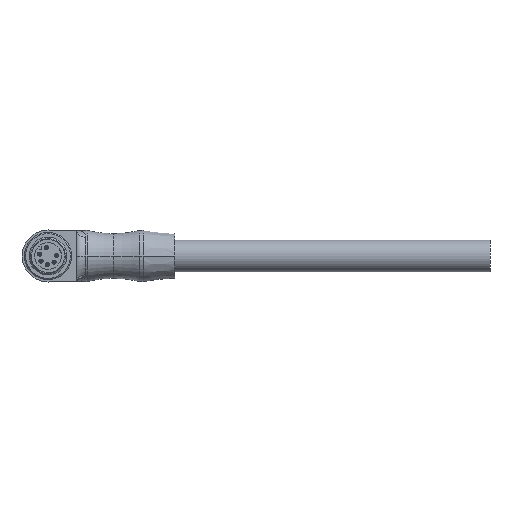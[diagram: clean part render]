
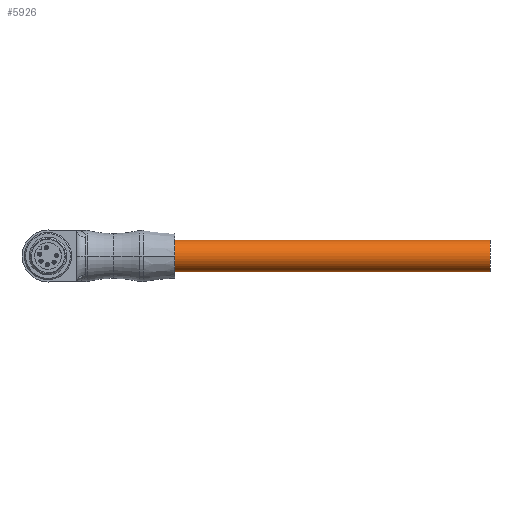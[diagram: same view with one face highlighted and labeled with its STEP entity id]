
A CAD part, left-side view. The second image highlights one B-rep face of the part: STEP entity #5926.
In plain terms, the highlighted cylindrical face has radius 5 mm (diameter 10 mm), a partial arc.
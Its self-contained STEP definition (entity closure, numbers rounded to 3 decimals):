
#472=CARTESIAN_POINT('',(17.162,-63.883,-6.752));
#473=DIRECTION('',(0.,-1.,0.));
#474=DIRECTION('',(0.,0.,1.));
#475=AXIS2_PLACEMENT_3D('',#472,#473,#474);
#495=DIRECTION('',(0.,-1.,0.));
#496=VECTOR('',#495,100.);
#497=CARTESIAN_POINT('',(17.162,-63.883,-11.752));
#498=LINE('',#497,#496);
#499=DIRECTION('',(0.,1.,0.));
#500=VECTOR('',#499,100.);
#501=CARTESIAN_POINT('',(17.162,-163.883,-1.752));
#502=LINE('',#501,#500);
#503=CARTESIAN_POINT('',(17.162,-163.883,-6.752));
#504=DIRECTION('',(0.,-1.,0.));
#505=DIRECTION('',(0.,0.,1.));
#506=AXIS2_PLACEMENT_3D('',#503,#504,#505);
#4197=CARTESIAN_POINT('',(17.162,-63.883,
-1.752));
#4198=CARTESIAN_POINT('',(17.162,-63.883,
-11.752));
#4199=VERTEX_POINT('',#4197);
#4200=VERTEX_POINT('',#4198);
#4201=CARTESIAN_POINT('',(17.162,-163.883,
-1.752));
#4202=VERTEX_POINT('',#4201);
#4203=CARTESIAN_POINT('',(17.162,-163.883,
-11.752));
#4204=VERTEX_POINT('',#4203);
#5912=CARTESIAN_POINT('',(17.162,-61.883,
-6.752));
#5913=DIRECTION('',(0.,-1.,0.));
#5914=DIRECTION('',(0.,0.,1.));
#5915=AXIS2_PLACEMENT_3D('',#5912,#5913,#5914);
#5916=CYLINDRICAL_SURFACE('',#5915,5.);
#5917=ORIENTED_EDGE('',*,*,#5893,.F.);
#5919=ORIENTED_EDGE('',*,*,#5918,.F.);
#5921=ORIENTED_EDGE('',*,*,#5920,.T.);
#5923=ORIENTED_EDGE('',*,*,#5922,.F.);
#5924=EDGE_LOOP('',(#5917,#5919,#5921,#5923));
#5925=FACE_OUTER_BOUND('',#5924,.F.);
#476=CIRCLE('',#475,5.);
#507=CIRCLE('',#506,5.);
#5893=EDGE_CURVE('',#4199,#4200,#476,.T.);
#5918=EDGE_CURVE('',#4202,#4199,#502,.T.);
#5920=EDGE_CURVE('',#4202,#4204,#507,.T.);
#5922=EDGE_CURVE('',#4200,#4204,#498,.T.);
#5926=ADVANCED_FACE('',(#5925),#5916,.T.);
